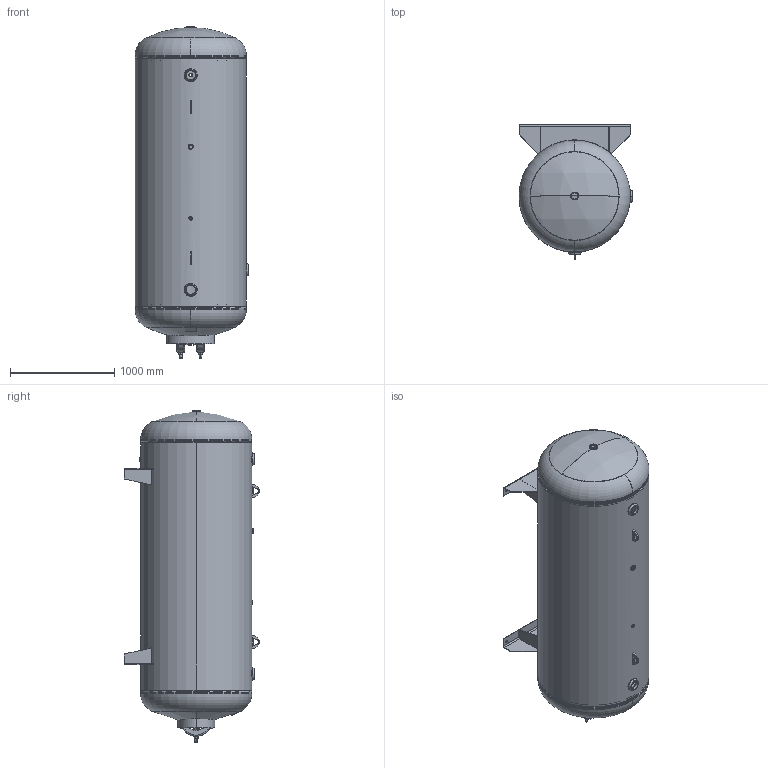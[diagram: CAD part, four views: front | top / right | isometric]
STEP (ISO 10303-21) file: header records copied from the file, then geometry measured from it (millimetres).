
FILE_DESCRIPTION (( 'STEP AP214' ), '1' );
FILE_NAME ('302490 STEP.STEP', '2025-01-23T17:25:35', ( '' ), ( '' ), 'SwSTEP 2.0', 'SolidWorks 2022', '' );
FILE_SCHEMA (( 'AUTOMOTIVE_DESIGN' ));
Length unit declared in the file: inch
Products named in the file (22): A84539; PHOENIX FLAT FLANGE_2000O-RING; PHOENIX FLAT FLANGE_0250P391; 302490 STEP; A72305 BOLT; A72305 RING; A72305 LID; A84600; A99178; NP-VER_42; 302490-SL; PHOENIX RAD FLANGE_300P155; PHOENIX FLAT FLANGE_0750; A72305; A99177; A72305 CRAB; PHOENIX RAD FLANGE_100P705-7R; HEAD_42X209JOG; A72305 NUT; A72305 HANDLE
Assembly tree (29 placements, depth 4):
  302490 STEP
    302490-SL
    HEAD_42X209JOG
    HEAD_42X209JOG
    PHOENIX FLAT FLANGE_2000O-RING
    PHOENIX RAD FLANGE_300P155  x3
    PHOENIX FLAT FLANGE_0750
    PHOENIX FLAT FLANGE_0250P391
    PHOENIX RAD FLANGE_100P705-7R
    A72305
      A72305 RING
      A72305 LID
        A72305 LID
        A72305 HANDLE
      A72305 CRAB  x2
      A72305 BOLT  x2
      A72305 NUT  x2
    A84539  x2
      A99177
      A99178
    NP-VER_42
    A84600  x2
Bounding box: 1092.2 x 1299.82 x 3182.49 mm (x, y, z)
Volume: 74564141.1 mm3; surface area: 23841073.6 mm2
Topology: 28 solids, 28 shells, 528 faces, 1254 edges, 796 vertices
Faces by surface type: plane 212, cylinder 158, torus 102, bspline 48, sphere 8
Entity records: 21926 total; most frequent: CARTESIAN_POINT 12400, DIRECTION 1798, ORIENTED_EDGE 1756, EDGE_CURVE 878, AXIS2_PLACEMENT_3D 736, VERTEX_POINT 554, EDGE_LOOP 426, CIRCLE 378
